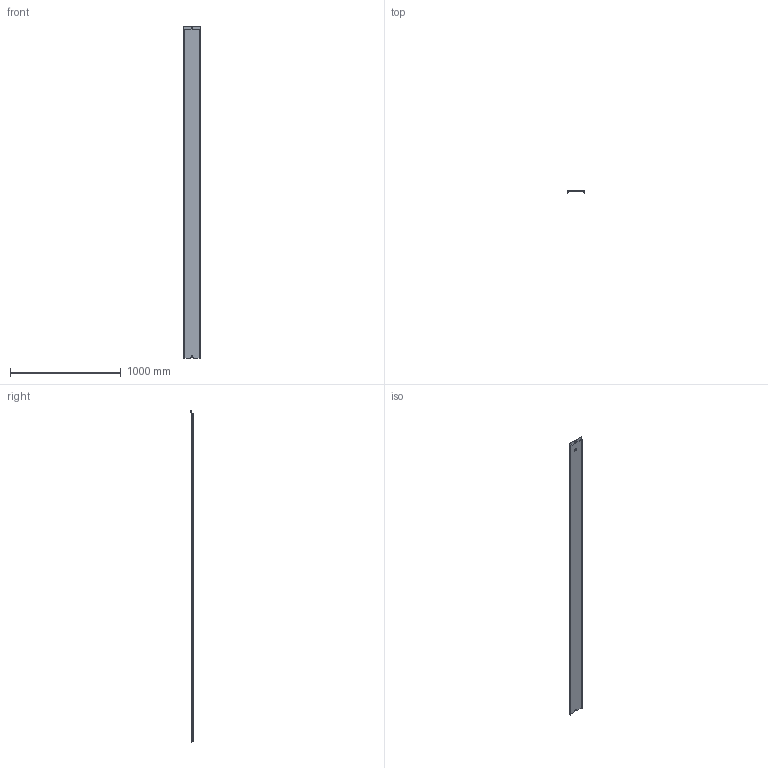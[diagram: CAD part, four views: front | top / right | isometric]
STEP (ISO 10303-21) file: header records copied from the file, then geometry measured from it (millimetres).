
FILE_DESCRIPTION (( 'STEP AP214' ), '1' );
FILE_NAME ('CLP1K-150-120-3_Êðûøêà íà ëîòîê îñí. 150-1,2ìì IEK.STEP', '2020-07-11T11:00:07', ( 'Igoran' ), ( '' ), 'SwSTEP 2.0', 'SolidWorks 2017', '' );
FILE_SCHEMA (( 'AUTOMOTIVE_DESIGN' ));
Length unit declared in the file: millimetre
Products named in the file (1): CLP1K-150-120-3_Êðûøêà íà ëîòîê îñí. 150-1,2ìì IEK
Bounding box: 155.4 x 18.14 x 3000 mm (x, y, z)
Volume: 662892.4 mm3; surface area: 1112663.2 mm2
Topology: 1 solids, 1 shells, 186 faces, 454 edges, 280 vertices
Faces by surface type: plane 99, cylinder 37, torus 21, bspline 21, cone 8
Entity records: 7967 total; most frequent: CARTESIAN_POINT 3644, ORIENTED_EDGE 908, DIRECTION 857, EDGE_CURVE 454, AXIS2_PLACEMENT_3D 291, VERTEX_POINT 280, VECTOR 275, LINE 275
